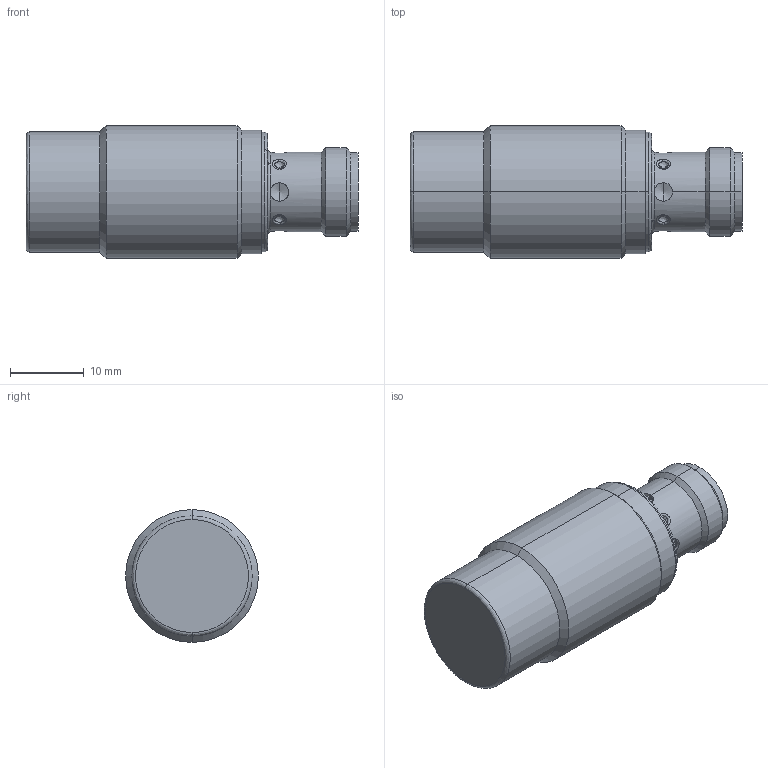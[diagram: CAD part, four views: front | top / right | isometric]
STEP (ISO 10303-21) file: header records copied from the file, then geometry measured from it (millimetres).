
FILE_DESCRIPTION (( 'STEP AP214' ), '1' );
FILE_NAME ('PNK6-AP-4H.step', '2018-04-17T19:40:40', ( '' ), ( '' ), 'SwSTEP 2.0', 'SolidWorks 2017', '' );
FILE_SCHEMA (( 'AUTOMOTIVE_DESIGN' ));
Length unit declared in the file: inch
Products named in the file (1): PNK6-AP-4H
Bounding box: 45 x 18 x 18 mm (x, y, z)
Volume: 6576.6 mm3; surface area: 4930.6 mm2
Topology: 1 solids, 5 shells, 476 faces, 1253 edges, 796 vertices
Faces by surface type: bspline 144, cylinder 129, plane 118, cone 85
Entity records: 20037 total; most frequent: CARTESIAN_POINT 9062, ORIENTED_EDGE 2490, DIRECTION 2055, EDGE_CURVE 1245, AXIS2_PLACEMENT_3D 811, VERTEX_POINT 796, EDGE_LOOP 515, CIRCLE 478
